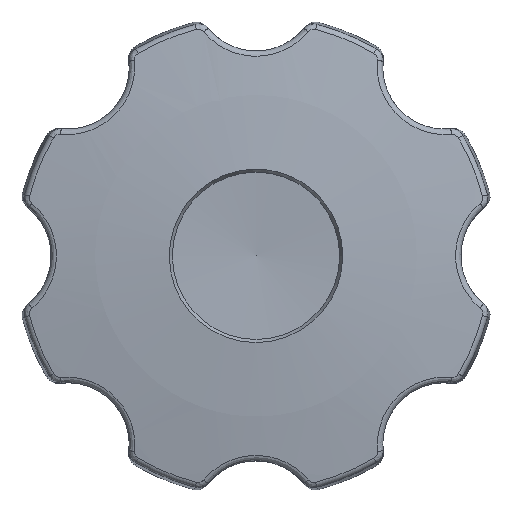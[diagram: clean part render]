
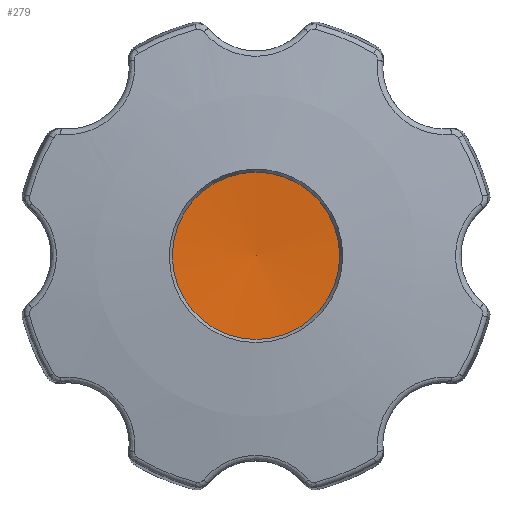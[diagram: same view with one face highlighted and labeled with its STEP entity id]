
A CAD part, top view. The second image highlights one B-rep face of the part: STEP entity #279.
In plain terms, the highlighted spherical face has radius 84.351 mm.
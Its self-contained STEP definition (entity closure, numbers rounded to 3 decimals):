
#279 = ADVANCED_FACE( '', ( #770 ), #771, .F. );
#770 = FACE_OUTER_BOUND( '', #1584, .T. );
#771 = SPHERICAL_SURFACE( '', #1585, 84.351 );
#1584 = EDGE_LOOP( '', ( #6451 ) );
#1585 = AXIS2_PLACEMENT_3D( '', #6452, #6453, #6454 );
#6451 = ORIENTED_EDGE( '', *, *, #8247, .T. );
#6452 = CARTESIAN_POINT( '', ( 0., 0., 111.851 ) );
#6453 = DIRECTION( '', ( 0., 0., 1. ) );
#6454 = DIRECTION( '', ( 1., 0., 0. ) );
#8247 = EDGE_CURVE( '', #9056, #9056, #9057, .T. );
#9056 = VERTEX_POINT( '', #10270 );
#9057 = CIRCLE( '', #10271, 9.5 );
#10270 = CARTESIAN_POINT( '', ( 9.5, 0., 28.037 ) );
#10271 = AXIS2_PLACEMENT_3D( '', #13684, #13685, #13686 );
#13684 = CARTESIAN_POINT( '', ( 0., 0., 28.037 ) );
#13685 = DIRECTION( '', ( 0., 0., 1. ) );
#13686 = DIRECTION( '', ( 1., 0., 0. ) );
